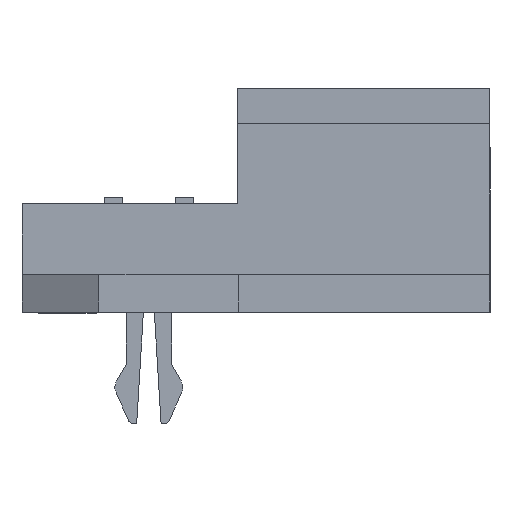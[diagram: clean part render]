
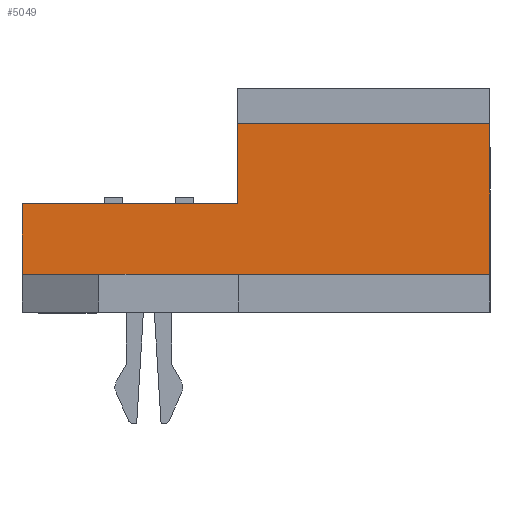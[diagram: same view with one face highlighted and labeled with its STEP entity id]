
A CAD part, left-side view. The second image highlights one B-rep face of the part: STEP entity #5049.
In plain terms, the highlighted planar face has unit normal (-1, 0, 0).
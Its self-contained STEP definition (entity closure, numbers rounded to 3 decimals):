
#1034=ORIENTED_EDGE('',*,*,#2142,.F.);
#1035=ORIENTED_EDGE('',*,*,#2143,.F.);
#1036=ORIENTED_EDGE('',*,*,#1705,.F.);
#1037=ORIENTED_EDGE('',*,*,#2144,.F.);
#1038=ORIENTED_EDGE('',*,*,#2138,.T.);
#1039=ORIENTED_EDGE('',*,*,#2145,.T.);
#1705=EDGE_CURVE('',#2413,#2407,#2917,.T.);
#2138=EDGE_CURVE('',#2721,#2720,#3294,.T.);
#2142=EDGE_CURVE('',#2724,#2725,#3298,.T.);
#2143=EDGE_CURVE('',#2407,#2724,#3299,.T.);
#2144=EDGE_CURVE('',#2721,#2413,#3300,.T.);
#2145=EDGE_CURVE('',#2720,#2725,#3301,.T.);
#2407=VERTEX_POINT('',#8475);
#2413=VERTEX_POINT('',#8487);
#2720=VERTEX_POINT('',#9353);
#2721=VERTEX_POINT('',#9355);
#2724=VERTEX_POINT('',#9363);
#2725=VERTEX_POINT('',#9364);
#2917=LINE('',#8488,#3571);
#3294=LINE('',#9354,#3948);
#3298=LINE('',#9362,#3952);
#3299=LINE('',#9365,#3953);
#3300=LINE('',#9366,#3954);
#3301=LINE('',#9367,#3955);
#3571=VECTOR('',#7122,1000.);
#3948=VECTOR('',#7863,1000.);
#3952=VECTOR('',#7869,1000.);
#3953=VECTOR('',#7870,1000.);
#3954=VECTOR('',#7871,1000.);
#3955=VECTOR('',#7872,1000.);
#4296=EDGE_LOOP('',(#1034,#1035,#1036,#1037,#1038,#1039));
#4566=FACE_BOUND('',#4296,.T.);
#4803=PLANE('',#6838);
#5049=ADVANCED_FACE('',(#4566),#4803,.F.);
#6838=AXIS2_PLACEMENT_3D('',#9361,#7867,#7868);
#7122=DIRECTION('',(0.,-1.,0.));
#7863=DIRECTION('',(0.,-1.,0.));
#7867=DIRECTION('',(1.,0.,0.));
#7868=DIRECTION('',(0.,0.,-1.));
#7869=DIRECTION('',(0.,-1.,0.));
#7870=DIRECTION('',(0.,0.,1.));
#7871=DIRECTION('',(0.,0.,1.));
#7872=DIRECTION('',(0.,0.,1.));
#8475=CARTESIAN_POINT('',(-7.411,6.204,-0.082));
#8487=CARTESIAN_POINT('',(-7.411,11.506,-0.082));
#8488=CARTESIAN_POINT('',(-7.411,12.486,-0.082));
#9353=CARTESIAN_POINT('',(-7.411,0.,-1.818));
#9354=CARTESIAN_POINT('',(-7.411,6.176,-1.818));
#9355=CARTESIAN_POINT('',(-7.411,11.506,-1.818));
#9361=CARTESIAN_POINT('',(-7.411,6.176,-1.818));
#9362=CARTESIAN_POINT('',(-7.411,6.176,1.886));
#9363=CARTESIAN_POINT('',(-7.411,6.204,1.886));
#9364=CARTESIAN_POINT('',(-7.411,0.,1.886));
#9365=CARTESIAN_POINT('',(-7.411,6.204,-0.74));
#9366=CARTESIAN_POINT('',(-7.411,11.506,-0.74));
#9367=CARTESIAN_POINT('',(-7.411,0.,-1.818));
